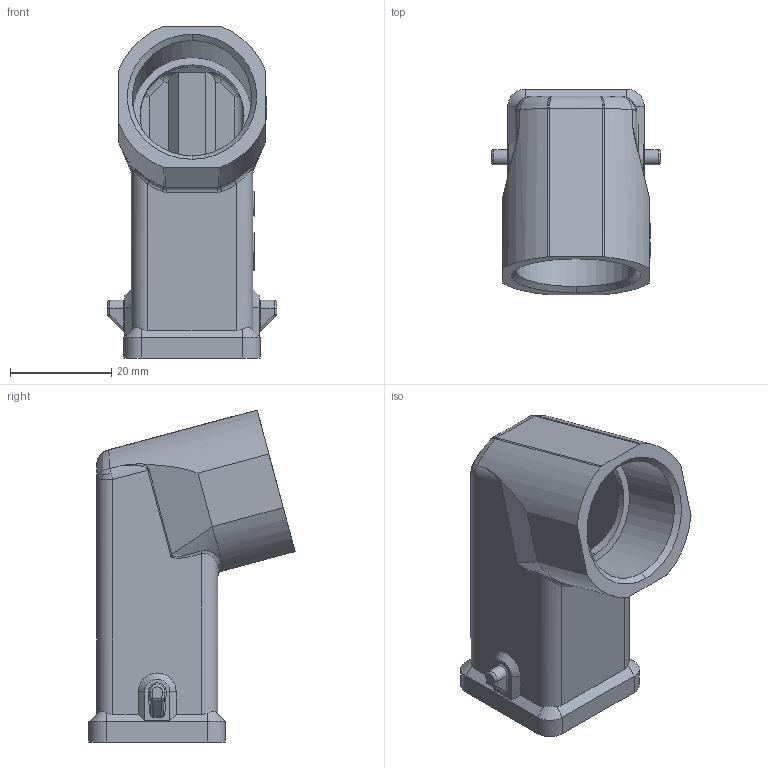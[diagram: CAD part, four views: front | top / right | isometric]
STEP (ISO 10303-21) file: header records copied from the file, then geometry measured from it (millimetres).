
FILE_DESCRIPTION(('Creo Elements/Direct Modeling STEP Export'),'2;1');
FILE_NAME('0ln7uvk5opo6ogl7068','2023-01-19T16:27:04',(''),(''),'Creo Elements/Direct Modeling STEP processor for AP214 (Solid Model)','Creo Elements/Direct Modeling 20.1B 02-Apr-2019 (C) Parametric Technology GmbH','');
FILE_SCHEMA(('AUTOMOTIVE_DESIGN { 1 0 10303 214 1 1 1 1 }'));
Length unit declared in the file: millimetre
Products named in the file (2): MKAG VA25
Assembly tree (1 placements, depth 2):
  MKAG VA25
    MKAG VA25
Bounding box: 33.5 x 40.75 x 65.66 mm (x, y, z)
Volume: 12850.1 mm3; surface area: 13100.3 mm2
Topology: 1 solids, 1 shells, 368 faces, 988 edges, 629 vertices
Faces by surface type: plane 221, cylinder 84, bspline 42, cone 11, sphere 8, torus 2
Entity records: 25648 total; most frequent: CARTESIAN_POINT 13906, ORIENTED_EDGE 1958, DIRECTION 1629, EDGE_CURVE 979, VECTOR 679, LINE 679, VERTEX_POINT 629, AXIS2_PLACEMENT_3D 475
